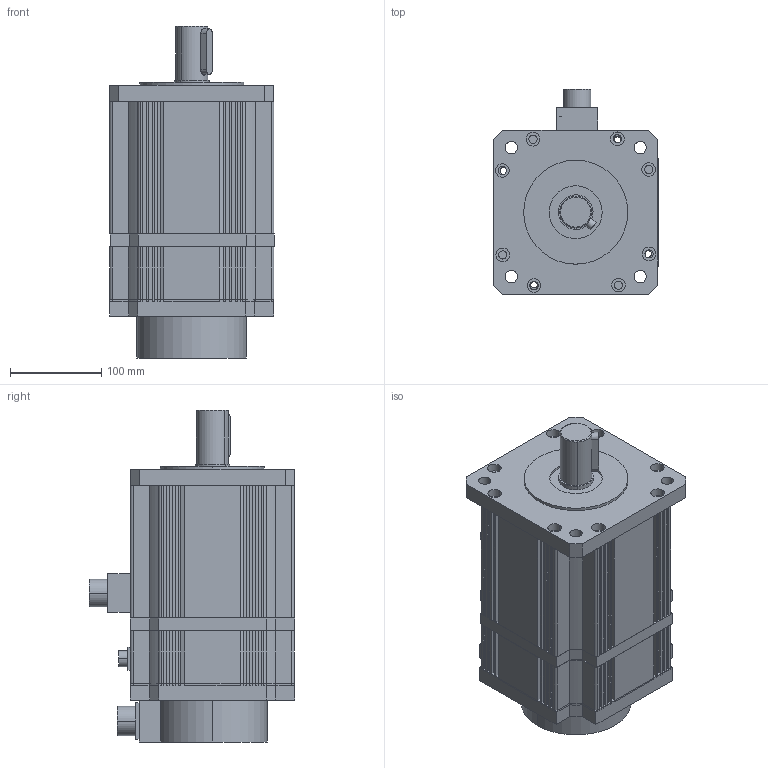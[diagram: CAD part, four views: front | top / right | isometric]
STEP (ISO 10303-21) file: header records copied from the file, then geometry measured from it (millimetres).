
FILE_DESCRIPTION (( 'STEP AP203' ), '1' );
FILE_NAME ('180-17籟湍秶雄.STEP', '2017-06-20T11:04:09', ( '' ), ( '' ), 'SwSTEP 2.0', 'SolidWorks 2014', '' );
FILE_SCHEMA (( 'CONFIG_CONTROL_DESIGN' ));
Length unit declared in the file: millimetre
Products named in the file (12): 180qiangai; 180惕掅儂褲; 180 hougai; 130瑤脣; 180蛌粣; 130瑤脣2; 180惕掅瑤脣; 17N儂褲; 180bianmaqi; 瑩10; 180 惕掅綴裔; 180-17籟湍秶雄
Assembly tree (11 placements, depth 2):
  180-17籟湍秶雄
    17N儂褲
    180 hougai
    180qiangai
    180bianmaqi
    130瑤脣
    130瑤脣2
    瑩10
    180蛌粣
    180 惕掅綴裔
    180惕掅儂褲
    180惕掅瑤脣
Bounding box: 180.61 x 225 x 364 mm (x, y, z)
Volume: 3253803.3 mm3; surface area: 640358.3 mm2
Topology: 11 solids, 11 shells, 622 faces, 1649 edges, 1092 vertices
Faces by surface type: plane 408, cylinder 204, cone 8, torus 2
Entity records: 20685 total; most frequent: CARTESIAN_POINT 3440, DIRECTION 3319, ORIENTED_EDGE 3282, EDGE_CURVE 1641, VECTOR 1229, LINE 1229, VERTEX_POINT 1092, AXIS2_PLACEMENT_3D 1045
